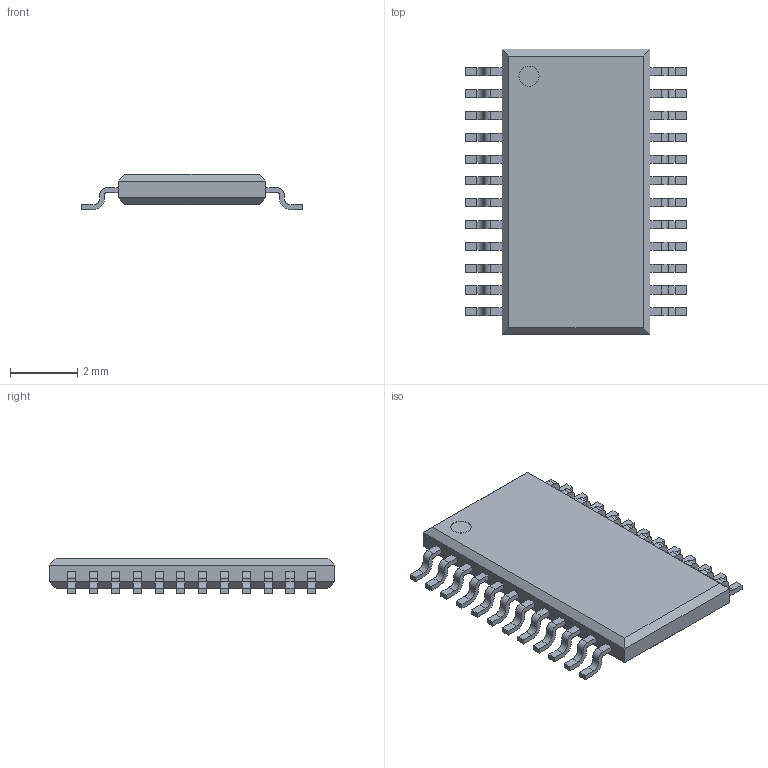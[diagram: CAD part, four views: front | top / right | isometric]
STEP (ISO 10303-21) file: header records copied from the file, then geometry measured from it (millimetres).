
FILE_DESCRIPTION (( 'STEP AP214' ), '1' );
FILE_NAME ('TSSOP24.STEP', '2011-08-14T12:33:54', ( '微软用户' ), ( '微软中国' ), 'SwSTEP 2.0', 'SolidWorks 2011', '' );
FILE_SCHEMA (( 'AUTOMOTIVE_DESIGN' ));
Length unit declared in the file: millimetre
Products named in the file (1): TSSOP24
Bounding box: 6.6 x 8.5 x 1.05 mm (x, y, z)
Volume: 33.9 mm3; surface area: 118.6 mm2
Topology: 1 solids, 1 shells, 329 faces, 898 edges, 596 vertices
Faces by surface type: plane 231, cylinder 98
Entity records: 10552 total; most frequent: CARTESIAN_POINT 1824, ORIENTED_EDGE 1796, DIRECTION 1754, EDGE_CURVE 898, VECTOR 702, LINE 702, VERTEX_POINT 596, AXIS2_PLACEMENT_3D 526
